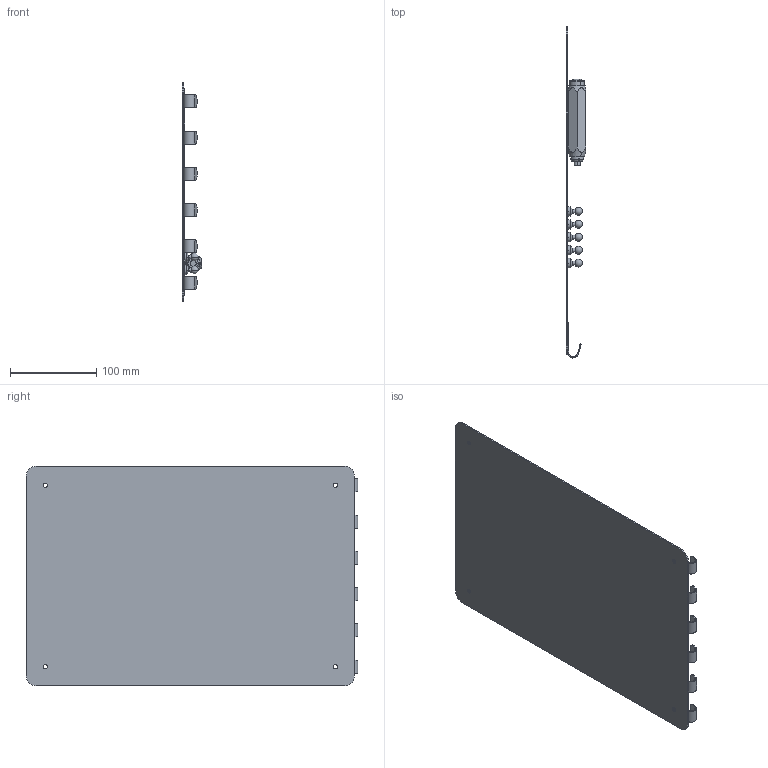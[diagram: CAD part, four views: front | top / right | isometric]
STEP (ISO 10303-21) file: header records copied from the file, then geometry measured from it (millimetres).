
FILE_DESCRIPTION(('Creo Elements/Direct Modeling STEP Export'),'2;1');
FILE_NAME('2431-254.stp','2022-05-04T 9:07:30',(''),(''),'Creo Elements/Direct Modeling STEP processor for AP214 (Solid Model)','Creo Elements/Direct Modeling 20.0 12-Nov-2016 (C) Parametric Technology GmbH','');
FILE_SCHEMA(('AUTOMOTIVE_DESIGN { 1 0 10303 214 1 1 1 1 }'));
Length unit declared in the file: millimetre
Products named in the file (13): Haken.1; FE-9185.1.1; Tafel; Tafel_gesamt; Magnet.4; Magnet.4.1; Magnete_gesamt; Kreide; Magnet; Kreidehalter; Kreidehalter_gesamt; Kreide_gesamt; FE-10308
Assembly tree (20 placements, depth 4):
  FE-10308
    Kreide_gesamt
      Kreidehalter_gesamt
        Kreidehalter
        Magnet
      Kreide
    Magnete_gesamt
      Magnet.4.1  x5
      Magnet.4  x5
    Tafel_gesamt
      Tafel
      FE-9185.1.1
        Haken.1
Bounding box: 22.5 x 383.99 x 254 mm (x, y, z)
Volume: 198384.5 mm3; surface area: 234538.6 mm2
Topology: 15 solids, 15 shells, 257 faces, 668 edges, 422 vertices
Faces by surface type: cylinder 97, plane 85, cone 31, torus 22, sphere 22
Entity records: 7962 total; most frequent: CARTESIAN_POINT 3436, ORIENTED_EDGE 908, DIRECTION 850, EDGE_CURVE 454, AXIS2_PLACEMENT_3D 304, VERTEX_POINT 302, VECTOR 242, LINE 242
